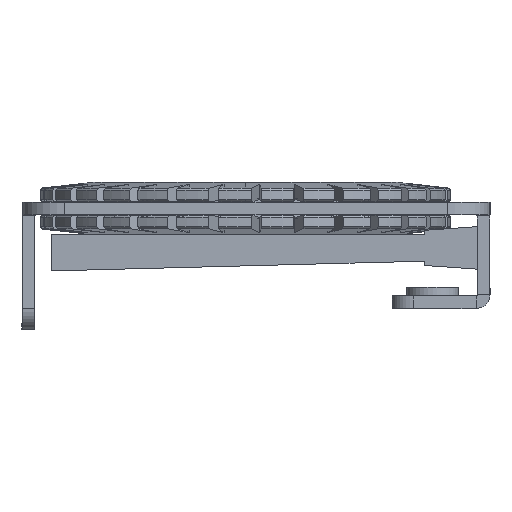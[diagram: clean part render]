
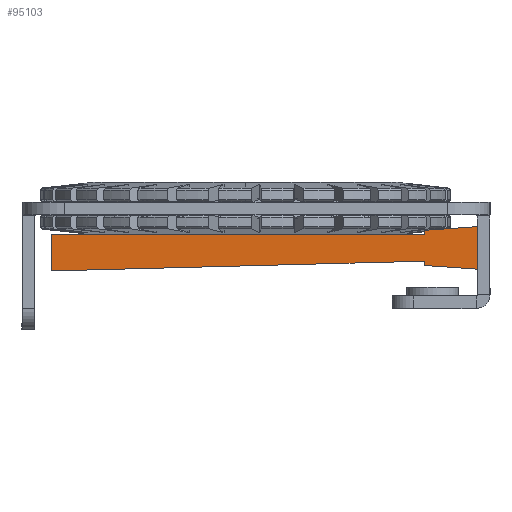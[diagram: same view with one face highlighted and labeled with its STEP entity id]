
A CAD part, left-side view. The second image highlights one B-rep face of the part: STEP entity #95103.
In plain terms, the highlighted planar face has unit normal (-1, 0, 0).
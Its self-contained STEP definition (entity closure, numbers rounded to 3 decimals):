
#1646 = VERTEX_POINT ( 'NONE', #95627 ) ;
#3276 = LINE ( 'NONE', #58498, #28020 ) ;
#4698 = CARTESIAN_POINT ( 'NONE',  ( -430., 5., 1.65 ) ) ;
#5518 = VECTOR ( 'NONE', #25670, 1000. ) ;
#8330 = ORIENTED_EDGE ( 'NONE', *, *, #101229, .F. ) ;
#16249 = VERTEX_POINT ( 'NONE', #128093 ) ;
#17221 = ORIENTED_EDGE ( 'NONE', *, *, #31135, .F. ) ;
#19351 = VECTOR ( 'NONE', #128215, 1000. ) ;
#19969 = EDGE_CURVE ( 'NONE', #97286, #109855, #59825, .T. ) ;
#20522 = ORIENTED_EDGE ( 'NONE', *, *, #19969, .F. ) ;
#24339 = CARTESIAN_POINT ( 'NONE',  ( -430., 0., -2. ) ) ;
#25670 = DIRECTION ( 'NONE',  ( 0., 0., 1. ) ) ;
#28020 = VECTOR ( 'NONE', #78849, 1000. ) ;
#28031 = EDGE_LOOP ( 'NONE', ( #127135, #20522, #70615, #46225, #8330, #111739, #62152, #17221 ) ) ;
#31135 = EDGE_CURVE ( 'NONE', #16249, #45730, #31457, .T. ) ;
#31457 = LINE ( 'NONE', #67554, #115277 ) ;
#36494 = VECTOR ( 'NONE', #100709, 1000. ) ;
#36592 = CARTESIAN_POINT ( 'NONE',  ( -430., 5., 1.25 ) ) ;
#40761 = EDGE_CURVE ( 'NONE', #45730, #95609, #124779, .T. ) ;
#40879 = EDGE_CURVE ( 'NONE', #86069, #97286, #121716, .T. ) ;
#43355 = PLANE ( 'NONE',  #49898 ) ;
#44020 = EDGE_CURVE ( 'NONE', #95609, #1646, #3276, .T. ) ;
#45730 = VERTEX_POINT ( 'NONE', #24339 ) ;
#46225 = ORIENTED_EDGE ( 'NONE', *, *, #93771, .F. ) ;
#49625 = VECTOR ( 'NONE', #115076, 1000. ) ;
#49898 = AXIS2_PLACEMENT_3D ( 'NONE', #4698, #72874, #62895 ) ;
#50063 = CARTESIAN_POINT ( 'NONE',  ( -430., 5., 1.65 ) ) ;
#58498 = CARTESIAN_POINT ( 'NONE',  ( -430., 5., -1.25 ) ) ;
#59825 = LINE ( 'NONE', #50063, #36494 ) ;
#61352 = CARTESIAN_POINT ( 'NONE',  ( -430., 40., -2.167 ) ) ;
#62152 = ORIENTED_EDGE ( 'NONE', *, *, #40761, .F. ) ;
#62403 = CARTESIAN_POINT ( 'NONE',  ( -430., 5., -1.65 ) ) ;
#62895 = DIRECTION ( 'NONE',  ( 0., 0., 1. ) ) ;
#65844 = VECTOR ( 'NONE', #103006, 1000. ) ;
#67554 = CARTESIAN_POINT ( 'NONE',  ( -430., 0., 2. ) ) ;
#70615 = ORIENTED_EDGE ( 'NONE', *, *, #40879, .F. ) ;
#72874 = DIRECTION ( 'NONE',  ( -1., 0., 0. ) ) ;
#74725 = CARTESIAN_POINT ( 'NONE',  ( -430., 40., 1.25 ) ) ;
#75942 = LINE ( 'NONE', #106788, #49625 ) ;
#76614 = FACE_OUTER_BOUND ( 'NONE', #28031, .T. ) ;
#78446 = CARTESIAN_POINT ( 'NONE',  ( -430., 5., 1.25 ) ) ;
#78849 = DIRECTION ( 'NONE',  ( 0., 0., 1. ) ) ;
#82811 = CARTESIAN_POINT ( 'NONE',  ( -430., 40., 1.25 ) ) ;
#83269 = LINE ( 'NONE', #74725, #5518 ) ;
#86069 = VERTEX_POINT ( 'NONE', #82811 ) ;
#86743 = CARTESIAN_POINT ( 'NONE',  ( -430., 5., 1.65 ) ) ;
#93057 = CARTESIAN_POINT ( 'NONE',  ( -430., 0., 2. ) ) ;
#93771 = EDGE_CURVE ( 'NONE', #99979, #86069, #83269, .T. ) ;
#95103 = ADVANCED_FACE ( 'NONE', ( #76614 ), #43355, .T. ) ;
#95609 = VERTEX_POINT ( 'NONE', #62403 ) ;
#95627 = CARTESIAN_POINT ( 'NONE',  ( -430., 5., -1.25 ) ) ;
#97286 = VERTEX_POINT ( 'NONE', #36592 ) ;
#97952 = CARTESIAN_POINT ( 'NONE',  ( -430., 0., -2. ) ) ;
#99979 = VERTEX_POINT ( 'NONE', #61352 ) ;
#100709 = DIRECTION ( 'NONE',  ( 0., 0., 1. ) ) ;
#101229 = EDGE_CURVE ( 'NONE', #1646, #99979, #75942, .T. ) ;
#103006 = DIRECTION ( 'NONE',  ( 0., -0.998, 0.07 ) ) ;
#106788 = CARTESIAN_POINT ( 'NONE',  ( -430., 40., -2.167 ) ) ;
#107886 = DIRECTION ( 'NONE',  ( 0., 0.998, 0.07 ) ) ;
#109855 = VERTEX_POINT ( 'NONE', #86743 ) ;
#111739 = ORIENTED_EDGE ( 'NONE', *, *, #44020, .F. ) ;
#115076 = DIRECTION ( 'NONE',  ( 0., 1., -0.026 ) ) ;
#115277 = VECTOR ( 'NONE', #117345, 1000. ) ;
#117345 = DIRECTION ( 'NONE',  ( 0., 0., -1. ) ) ;
#120032 = LINE ( 'NONE', #93057, #65844 ) ;
#121350 = EDGE_CURVE ( 'NONE', #109855, #16249, #120032, .T. ) ;
#121716 = LINE ( 'NONE', #78446, #19351 ) ;
#124779 = LINE ( 'NONE', #97952, #127922 ) ;
#127135 = ORIENTED_EDGE ( 'NONE', *, *, #121350, .F. ) ;
#127922 = VECTOR ( 'NONE', #107886, 1000. ) ;
#128093 = CARTESIAN_POINT ( 'NONE',  ( -430., 0., 2. ) ) ;
#128215 = DIRECTION ( 'NONE',  ( 0., -1., 0. ) ) ;
